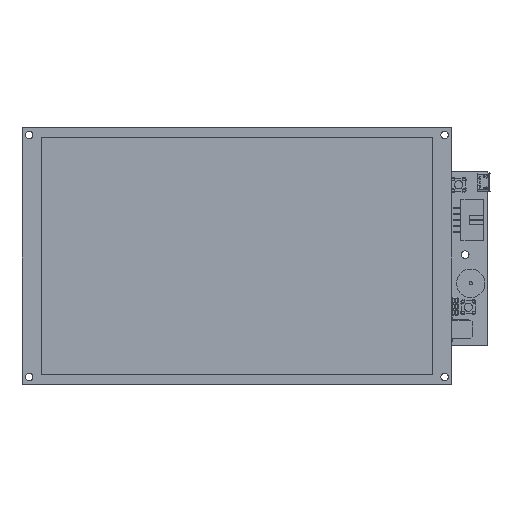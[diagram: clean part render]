
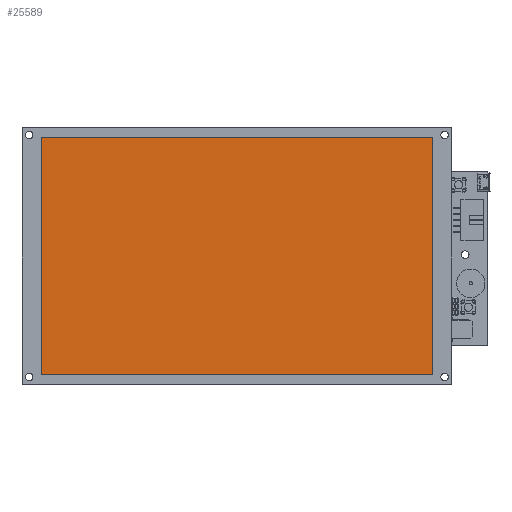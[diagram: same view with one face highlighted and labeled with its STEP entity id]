
A CAD part, top view. The second image highlights one B-rep face of the part: STEP entity #25589.
In plain terms, the highlighted planar face has unit normal (0, 0, 1).
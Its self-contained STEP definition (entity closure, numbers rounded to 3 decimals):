
#517 = EDGE_CURVE ( 'NONE', #14720, #31975, #15004, .T. ) ;
#525 = LINE ( 'NONE', #33414, #4139 ) ;
#1270 = LINE ( 'NONE', #34694, #21923 ) ;
#1823 = ORIENTED_EDGE ( 'NONE', *, *, #517, .T. ) ;
#3026 = DIRECTION ( 'NONE',  ( 0., 1., 0. ) ) ;
#3141 = CARTESIAN_POINT ( 'NONE',  ( 8.05, 104., 8.92 ) ) ;
#3691 = CARTESIAN_POINT ( 'NONE',  ( 172.95, 104., 8.92 ) ) ;
#4139 = VECTOR ( 'NONE', #22550, 1000. ) ;
#4853 = CARTESIAN_POINT ( 'NONE',  ( 8.05, 4., 8.92 ) ) ;
#5411 = ORIENTED_EDGE ( 'NONE', *, *, #12635, .T. ) ;
#6933 = LINE ( 'NONE', #12291, #7371 ) ;
#7371 = VECTOR ( 'NONE', #18041, 1000. ) ;
#9225 = VECTOR ( 'NONE', #34686, 1000. ) ;
#11900 = FACE_OUTER_BOUND ( 'NONE', #24358, .T. ) ;
#11936 = ORIENTED_EDGE ( 'NONE', *, *, #21604, .T. ) ;
#12291 = CARTESIAN_POINT ( 'NONE',  ( 8.05, 4., 8.92 ) ) ;
#12635 = EDGE_CURVE ( 'NONE', #14677, #28622, #1270, .T. ) ;
#12802 = CARTESIAN_POINT ( 'NONE',  ( 0., 0., 8.92 ) ) ;
#14677 = VERTEX_POINT ( 'NONE', #17813 ) ;
#14720 = VERTEX_POINT ( 'NONE', #3141 ) ;
#15004 = LINE ( 'NONE', #23439, #9225 ) ;
#15646 = DIRECTION ( 'NONE',  ( 0., 0., 1. ) ) ;
#17813 = CARTESIAN_POINT ( 'NONE',  ( 172.95, 4., 8.92 ) ) ;
#18041 = DIRECTION ( 'NONE',  ( 1., 0., 0. ) ) ;
#19859 = AXIS2_PLACEMENT_3D ( 'NONE', #12802, #15646, #35553 ) ;
#21604 = EDGE_CURVE ( 'NONE', #28622, #14720, #525, .T. ) ;
#21923 = VECTOR ( 'NONE', #3026, 1000. ) ;
#22550 = DIRECTION ( 'NONE',  ( -1., 0., 0. ) ) ;
#23439 = CARTESIAN_POINT ( 'NONE',  ( 8.05, 104., 8.92 ) ) ;
#24358 = EDGE_LOOP ( 'NONE', ( #1823, #30910, #5411, #11936 ) ) ;
#25589 = ADVANCED_FACE ( 'NONE', ( #11900 ), #27011, .T. ) ;
#26513 = EDGE_CURVE ( 'NONE', #31975, #14677, #6933, .T. ) ;
#27011 = PLANE ( 'NONE',  #19859 ) ;
#28622 = VERTEX_POINT ( 'NONE', #3691 ) ;
#30910 = ORIENTED_EDGE ( 'NONE', *, *, #26513, .T. ) ;
#31975 = VERTEX_POINT ( 'NONE', #4853 ) ;
#33414 = CARTESIAN_POINT ( 'NONE',  ( 8.05, 104., 8.92 ) ) ;
#34686 = DIRECTION ( 'NONE',  ( 0., -1., 0. ) ) ;
#34694 = CARTESIAN_POINT ( 'NONE',  ( 172.95, 104., 8.92 ) ) ;
#35553 = DIRECTION ( 'NONE',  ( 1., 0., 0. ) ) ;
